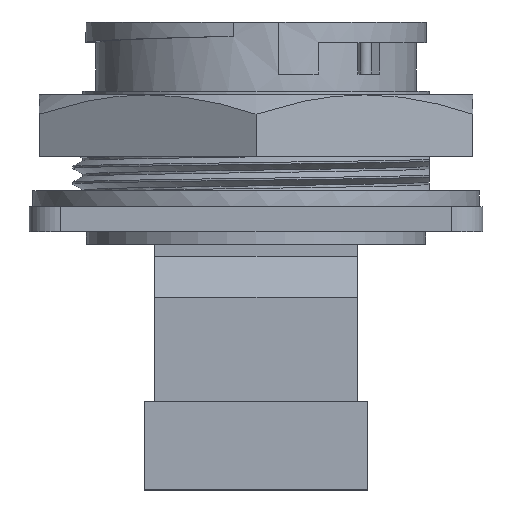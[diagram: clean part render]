
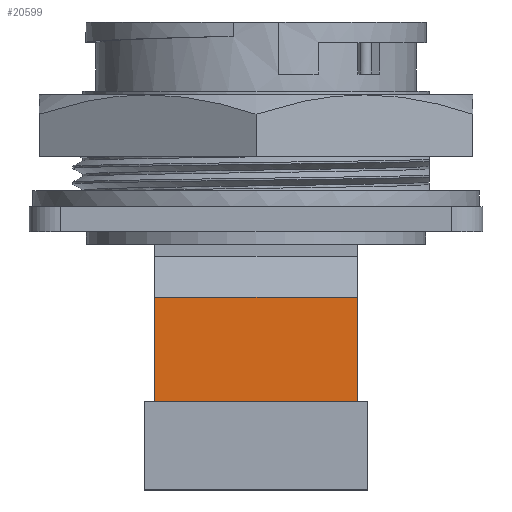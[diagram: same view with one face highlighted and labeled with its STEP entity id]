
A CAD part, front view. The second image highlights one B-rep face of the part: STEP entity #20599.
In plain terms, the highlighted planar face has unit normal (0, -1, 0).
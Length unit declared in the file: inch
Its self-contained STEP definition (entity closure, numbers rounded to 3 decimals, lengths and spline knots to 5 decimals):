
#491 = AXIS2_PLACEMENT_3D ( 'NONE', #12895, #3379, #14499 ) ;
#670 = EDGE_CURVE ( 'NONE', #11916, #5822, #4663, .T. ) ;
#1140 = LINE ( 'NONE', #11810, #5366 ) ;
#1857 = CARTESIAN_POINT ( 'NONE',  ( -0.321, -0.49467, -0.331 ) ) ;
#2827 = CARTESIAN_POINT ( 'NONE',  ( 0.321, -0.49467, -0.208 ) ) ;
#3379 = DIRECTION ( 'NONE',  ( 0., 1., 0. ) ) ;
#3589 = CARTESIAN_POINT ( 'NONE',  ( -0.321, -0.49467, -0.53973 ) ) ;
#3609 = EDGE_CURVE ( 'NONE', #5759, #14899, #1140, .T. ) ;
#4532 = EDGE_CURVE ( 'NONE', #5822, #14899, #20239, .T. ) ;
#4663 = LINE ( 'NONE', #3589, #16365 ) ;
#5366 = VECTOR ( 'NONE', #8613, 39.37008 ) ;
#5759 = VERTEX_POINT ( 'NONE', #2827 ) ;
#5822 = VERTEX_POINT ( 'NONE', #7686 ) ;
#6378 = ORIENTED_EDGE ( 'NONE', *, *, #4532, .F. ) ;
#6452 = EDGE_LOOP ( 'NONE', ( #9236, #15101, #8836, #6378 ) ) ;
#6645 = EDGE_CURVE ( 'NONE', #11916, #5759, #20384, .T. ) ;
#7565 = VECTOR ( 'NONE', #11372, 39.37008 ) ;
#7686 = CARTESIAN_POINT ( 'NONE',  ( -0.321, -0.49467, -0.53973 ) ) ;
#8227 = VECTOR ( 'NONE', #16800, 39.37008 ) ;
#8613 = DIRECTION ( 'NONE',  ( -1., 0., 0. ) ) ;
#8836 = ORIENTED_EDGE ( 'NONE', *, *, #3609, .T. ) ;
#9236 = ORIENTED_EDGE ( 'NONE', *, *, #670, .F. ) ;
#9701 = PLANE ( 'NONE',  #491 ) ;
#11372 = DIRECTION ( 'NONE',  ( 0., 0., 1. ) ) ;
#11810 = CARTESIAN_POINT ( 'NONE',  ( -0.321, -0.49467, -0.208 ) ) ;
#11916 = VERTEX_POINT ( 'NONE', #14630 ) ;
#12417 = DIRECTION ( 'NONE',  ( -1., 0., 0. ) ) ;
#12493 = CARTESIAN_POINT ( 'NONE',  ( -0.321, -0.49467, -0.208 ) ) ;
#12895 = CARTESIAN_POINT ( 'NONE',  ( -0.321, -0.49467, -0.208 ) ) ;
#13584 = CARTESIAN_POINT ( 'NONE',  ( 0.321, -0.49467, -0.331 ) ) ;
#14499 = DIRECTION ( 'NONE',  ( 0., 0., 1. ) ) ;
#14630 = CARTESIAN_POINT ( 'NONE',  ( 0.321, -0.49467, -0.53973 ) ) ;
#14899 = VERTEX_POINT ( 'NONE', #12493 ) ;
#15101 = ORIENTED_EDGE ( 'NONE', *, *, #6645, .T. ) ;
#16365 = VECTOR ( 'NONE', #12417, 39.37008 ) ;
#16800 = DIRECTION ( 'NONE',  ( 0., 0., 1. ) ) ;
#16873 = FACE_OUTER_BOUND ( 'NONE', #6452, .T. ) ;
#20239 = LINE ( 'NONE', #1857, #7565 ) ;
#20384 = LINE ( 'NONE', #13584, #8227 ) ;
#20599 = ADVANCED_FACE ( 'NONE', ( #16873 ), #9701, .F. ) ;
